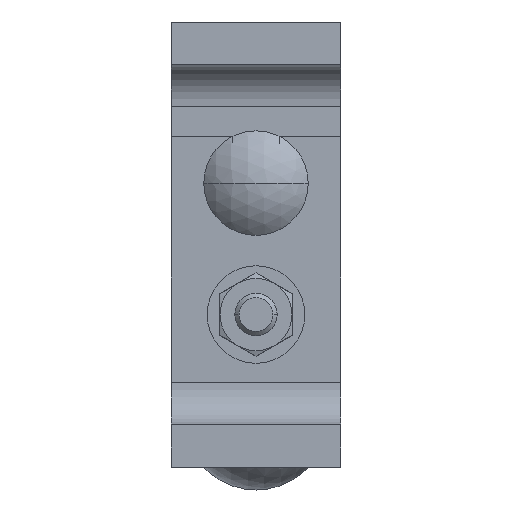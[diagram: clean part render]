
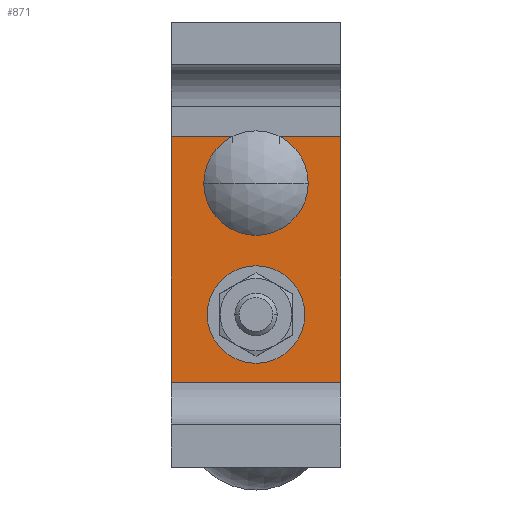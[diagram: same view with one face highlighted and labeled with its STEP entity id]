
A CAD part, front view. The second image highlights one B-rep face of the part: STEP entity #871.
In plain terms, the highlighted planar face has unit normal (0, -1, 0).
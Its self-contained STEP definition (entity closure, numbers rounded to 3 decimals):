
#871=ADVANCED_FACE('',(#1587,#1588),#1589,.F.);
#1587=FACE_OUTER_BOUND('',#2283,.T.);
#1588=FACE_BOUND('',#2284,.T.);
#1589=PLANE('',#2285);
#2283=EDGE_LOOP('',(#3762,#3763,#3764,#3765,#3766,#3767,#3768,#3769));
#2284=EDGE_LOOP('',(#3770,#3771,#3772,#3773));
#2285=AXIS2_PLACEMENT_3D('',#3774,#3775,#3776);
#3762=ORIENTED_EDGE('',*,*,#4766,.T.);
#3763=ORIENTED_EDGE('',*,*,#4767,.T.);
#3764=ORIENTED_EDGE('',*,*,#4721,.T.);
#3765=ORIENTED_EDGE('',*,*,#4768,.T.);
#3766=ORIENTED_EDGE('',*,*,#4769,.F.);
#3767=ORIENTED_EDGE('',*,*,#4728,.F.);
#3768=ORIENTED_EDGE('',*,*,#4764,.T.);
#3769=ORIENTED_EDGE('',*,*,#4770,.T.);
#3770=ORIENTED_EDGE('',*,*,#4771,.F.);
#3771=ORIENTED_EDGE('',*,*,#4772,.F.);
#3772=ORIENTED_EDGE('',*,*,#4773,.F.);
#3773=ORIENTED_EDGE('',*,*,#4774,.F.);
#3774=CARTESIAN_POINT('',(40.0,85.0,83.323));
#3775=DIRECTION('',(0.,1.0,0.));
#3776=DIRECTION('',(0.,0.,-1.0));
#4721=EDGE_CURVE('',#5602,#5607,#5609,.T.);
#4728=EDGE_CURVE('',#5620,#5611,#5621,.T.);
#4764=EDGE_CURVE('',#5620,#5672,#5674,.T.);
#4766=EDGE_CURVE('',#5676,#5677,#5678,.T.);
#4767=EDGE_CURVE('',#5677,#5602,#5679,.T.);
#4768=EDGE_CURVE('',#5607,#5629,#5680,.T.);
#4769=EDGE_CURVE('',#5611,#5629,#5681,.T.);
#4770=EDGE_CURVE('',#5672,#5676,#5682,.T.);
#4771=EDGE_CURVE('',#5683,#5684,#5685,.T.);
#4772=EDGE_CURVE('',#5686,#5683,#5687,.T.);
#4773=EDGE_CURVE('',#5688,#5686,#5689,.T.);
#4774=EDGE_CURVE('',#5684,#5688,#5690,.T.);
#5602=VERTEX_POINT('',#7124);
#5607=VERTEX_POINT('',#7131);
#5609=LINE('',#7134,#7135);
#5611=VERTEX_POINT('',#7137);
#5620=VERTEX_POINT('',#7148);
#5621=LINE('',#7149,#7150);
#5629=VERTEX_POINT('',#7161);
#5672=VERTEX_POINT('',#7225);
#5674=LINE('',#7228,#7229);
#5676=VERTEX_POINT('',#7231);
#5677=VERTEX_POINT('',#7232);
#5678=LINE('',#7233,#7234);
#5679=LINE('',#7235,#7236);
#5680=LINE('',#7237,#7238);
#5681=LINE('',#7239,#7240);
#5682=LINE('',#7241,#7242);
#5683=VERTEX_POINT('',#7243);
#5684=VERTEX_POINT('',#7244);
#5685=LINE('',#7245,#7246);
#5686=VERTEX_POINT('',#7247);
#5687=LINE('',#7248,#7249);
#5688=VERTEX_POINT('',#7250);
#5689=LINE('',#7251,#7252);
#5690=LINE('',#7253,#7254);
#7124=CARTESIAN_POINT('',(14.5,85.0,83.323));
#7131=CARTESIAN_POINT('',(0.0,85.0,83.323));
#7134=CARTESIAN_POINT('',(40.0,85.0,83.323));
#7135=VECTOR('',#8120,1000.0);
#7137=CARTESIAN_POINT('',(40.0,85.0,25.323));
#7148=CARTESIAN_POINT('',(40.0,85.0,83.323));
#7149=CARTESIAN_POINT('',(40.0,85.0,83.323));
#7150=VECTOR('',#8129,1000.0);
#7161=CARTESIAN_POINT('',(0.0,85.0,25.323));
#7225=CARTESIAN_POINT('',(25.5,85.0,83.323));
#7228=CARTESIAN_POINT('',(40.0,85.0,83.323));
#7229=VECTOR('',#8161,1000.0);
#7231=CARTESIAN_POINT('',(25.5,85.0,64.323));
#7232=CARTESIAN_POINT('',(14.5,85.0,64.323));
#7233=CARTESIAN_POINT('',(14.5,85.0,64.323));
#7234=VECTOR('',#8162,1000.0);
#7235=CARTESIAN_POINT('',(14.5,85.0,83.323));
#7236=VECTOR('',#8163,1000.0);
#7237=CARTESIAN_POINT('',(0.0,85.0,83.323));
#7238=VECTOR('',#8164,1000.0);
#7239=CARTESIAN_POINT('',(40.0,85.0,25.323));
#7240=VECTOR('',#8165,1000.0);
#7241=CARTESIAN_POINT('',(25.5,85.0,83.323));
#7242=VECTOR('',#8166,1000.0);
#7243=CARTESIAN_POINT('',(25.5,85.0,46.823));
#7244=CARTESIAN_POINT('',(14.5,85.0,46.823));
#7245=CARTESIAN_POINT('',(14.5,85.0,46.823));
#7246=VECTOR('',#8167,1000.0);
#7247=CARTESIAN_POINT('',(25.5,85.0,35.823));
#7248=CARTESIAN_POINT('',(25.5,85.0,35.823));
#7249=VECTOR('',#8168,1000.0);
#7250=CARTESIAN_POINT('',(14.5,85.0,35.823));
#7251=CARTESIAN_POINT('',(14.5,85.0,35.823));
#7252=VECTOR('',#8169,1000.0);
#7253=CARTESIAN_POINT('',(14.5,85.0,35.823));
#7254=VECTOR('',#8170,1000.0);
#8120=DIRECTION('',(-1.0,0.,0.));
#8129=DIRECTION('',(0.,0.,-1.0));
#8161=DIRECTION('',(-1.0,0.,0.));
#8162=DIRECTION('',(-1.0,0.,0.));
#8163=DIRECTION('',(0.,0.,1.0));
#8164=DIRECTION('',(0.,0.,-1.0));
#8165=DIRECTION('',(-1.0,0.,0.));
#8166=DIRECTION('',(0.,0.,-1.0));
#8167=DIRECTION('',(-1.0,0.,0.));
#8168=DIRECTION('',(0.,0.,1.0));
#8169=DIRECTION('',(1.0,0.,0.));
#8170=DIRECTION('',(0.,0.,-1.0));
